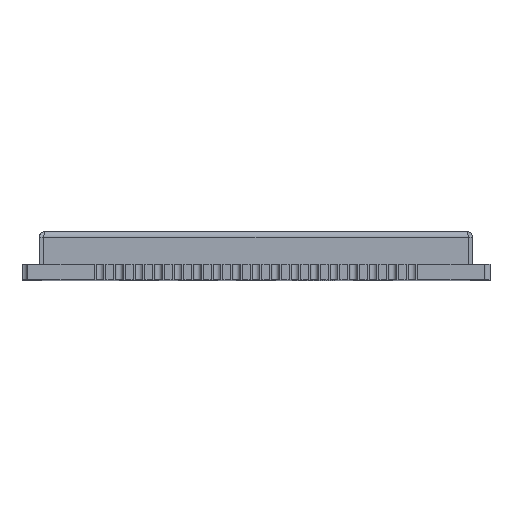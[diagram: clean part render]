
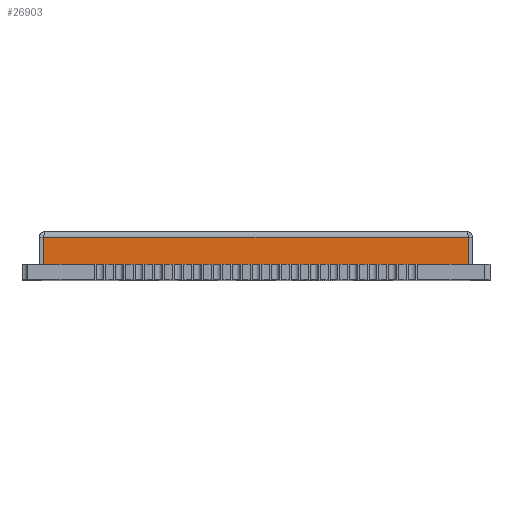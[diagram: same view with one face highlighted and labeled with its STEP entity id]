
A CAD part, top view. The second image highlights one B-rep face of the part: STEP entity #26903.
In plain terms, the highlighted planar face has unit normal (0, 0, 1).
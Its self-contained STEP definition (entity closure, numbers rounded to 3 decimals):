
#2932 = VERTEX_POINT ( 'NONE', #37660 ) ;
#3110 = FACE_OUTER_BOUND ( 'NONE', #26082, .T. ) ;
#3273 = AXIS2_PLACEMENT_3D ( 'NONE', #22788, #22528, #25082 ) ;
#3451 = ORIENTED_EDGE ( 'NONE', *, *, #8720, .F. ) ;
#3937 = LINE ( 'NONE', #32090, #17641 ) ;
#5656 = DIRECTION ( 'NONE',  ( 0., 1., 0. ) ) ;
#5881 = CARTESIAN_POINT ( 'NONE',  ( -10.893, 2.3, 11.1 ) ) ;
#8632 = VERTEX_POINT ( 'NONE', #25135 ) ;
#8720 = EDGE_CURVE ( 'NONE', #33508, #8632, #20317, .T. ) ;
#11946 = EDGE_CURVE ( 'NONE', #35665, #2932, #40260, .T. ) ;
#13396 = DIRECTION ( 'NONE',  ( -1., 0., 0. ) ) ;
#17641 = VECTOR ( 'NONE', #13396, 1000. ) ;
#19312 = DIRECTION ( 'NONE',  ( -1., 0., 0. ) ) ;
#20170 = VECTOR ( 'NONE', #22048, 1000. ) ;
#20317 = LINE ( 'NONE', #5881, #20170 ) ;
#22048 = DIRECTION ( 'NONE',  ( 0., 1., 0. ) ) ;
#22528 = DIRECTION ( 'NONE',  ( 0., 0., 1. ) ) ;
#22671 = CARTESIAN_POINT ( 'NONE',  ( 10.893, 0.8, 11.1 ) ) ;
#22788 = CARTESIAN_POINT ( 'NONE',  ( 0., 0., 11.1 ) ) ;
#23439 = LINE ( 'NONE', #32267, #38116 ) ;
#24466 = ORIENTED_EDGE ( 'NONE', *, *, #11946, .T. ) ;
#24767 = EDGE_CURVE ( 'NONE', #2932, #8632, #3937, .T. ) ;
#25082 = DIRECTION ( 'NONE',  ( 0., -1., 0. ) ) ;
#25135 = CARTESIAN_POINT ( 'NONE',  ( -10.893, 2.2, 11.1 ) ) ;
#25187 = CARTESIAN_POINT ( 'NONE',  ( 10.893, 0., 11.1 ) ) ;
#26082 = EDGE_LOOP ( 'NONE', ( #3451, #29919, #24466, #36751 ) ) ;
#26156 = PLANE ( 'NONE',  #3273 ) ;
#26903 = ADVANCED_FACE ( 'NONE', ( #3110 ), #26156, .T. ) ;
#29919 = ORIENTED_EDGE ( 'NONE', *, *, #34221, .F. ) ;
#32090 = CARTESIAN_POINT ( 'NONE',  ( 0., 2.2, 11.1 ) ) ;
#32267 = CARTESIAN_POINT ( 'NONE',  ( -11.1, 0.8, 11.1 ) ) ;
#33508 = VERTEX_POINT ( 'NONE', #37129 ) ;
#34221 = EDGE_CURVE ( 'NONE', #35665, #33508, #23439, .T. ) ;
#35665 = VERTEX_POINT ( 'NONE', #22671 ) ;
#36751 = ORIENTED_EDGE ( 'NONE', *, *, #24767, .T. ) ;
#37129 = CARTESIAN_POINT ( 'NONE',  ( -10.893, 0.8, 11.1 ) ) ;
#37660 = CARTESIAN_POINT ( 'NONE',  ( 10.893, 2.2, 11.1 ) ) ;
#38116 = VECTOR ( 'NONE', #19312, 1000. ) ;
#39990 = VECTOR ( 'NONE', #5656, 1000. ) ;
#40260 = LINE ( 'NONE', #25187, #39990 ) ;
